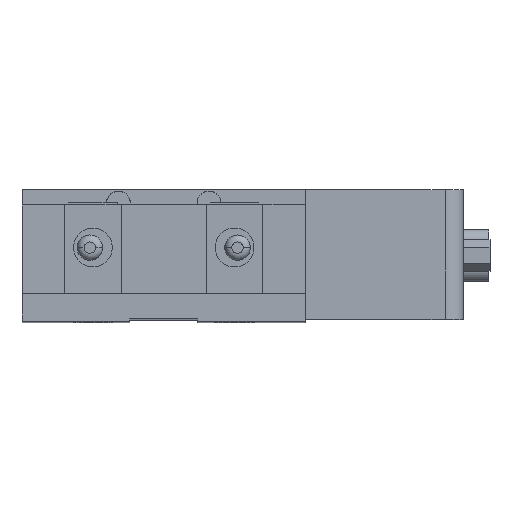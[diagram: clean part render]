
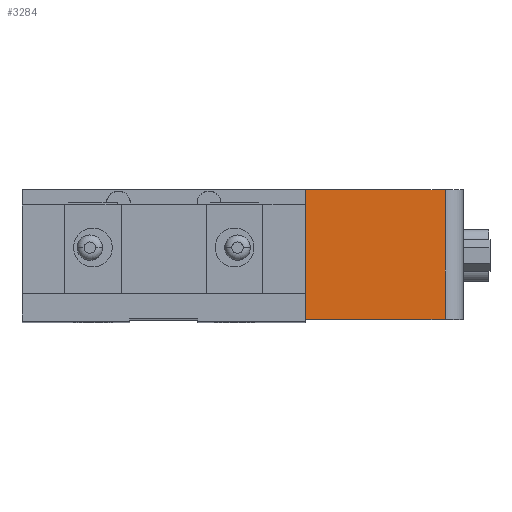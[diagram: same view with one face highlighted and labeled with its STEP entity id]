
A CAD part, top view. The second image highlights one B-rep face of the part: STEP entity #3284.
In plain terms, the highlighted planar face has unit normal (0, 0, 1).
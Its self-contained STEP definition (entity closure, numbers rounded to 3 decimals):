
#1089 = ORIENTED_EDGE ( 'NONE', *, *, #2622, .T. ) ;
#1596 = EDGE_CURVE ( 'NONE', #10788, #8844, #10532, .T. ) ;
#1677 = DIRECTION ( 'NONE',  ( 1., 0., 0. ) ) ;
#2078 = EDGE_CURVE ( 'NONE', #10788, #14534, #14876, .T. ) ;
#2622 = EDGE_CURVE ( 'NONE', #7289, #14534, #8758, .T. ) ;
#2636 = EDGE_LOOP ( 'NONE', ( #2974, #3168, #9577, #1089 ) ) ;
#2696 = DIRECTION ( 'NONE',  ( 0., 0., 1. ) ) ;
#2974 = ORIENTED_EDGE ( 'NONE', *, *, #2078, .F. ) ;
#3168 = ORIENTED_EDGE ( 'NONE', *, *, #1596, .T. ) ;
#3284 = ADVANCED_FACE ( 'NONE', ( #5055 ), #8484, .T. ) ;
#3860 = VECTOR ( 'NONE', #1677, 1000. ) ;
#4266 = CARTESIAN_POINT ( 'NONE',  ( 49.635, -12.5, 18.5 ) ) ;
#5055 = FACE_OUTER_BOUND ( 'NONE', #2636, .T. ) ;
#5349 = VECTOR ( 'NONE', #11827, 1000. ) ;
#6547 = EDGE_CURVE ( 'NONE', #8844, #7289, #14406, .T. ) ;
#6587 = CARTESIAN_POINT ( 'NONE',  ( 49.635, 10.4, 18.5 ) ) ;
#7289 = VERTEX_POINT ( 'NONE', #13510 ) ;
#7776 = DIRECTION ( 'NONE',  ( 0., 1., 0. ) ) ;
#8484 = PLANE ( 'NONE',  #13266 ) ;
#8631 = DIRECTION ( 'NONE',  ( 1., 0., 0. ) ) ;
#8657 = VECTOR ( 'NONE', #7776, 1000. ) ;
#8758 = LINE ( 'NONE', #4266, #8657 ) ;
#8780 = CARTESIAN_POINT ( 'NONE',  ( 43.41, 10.4, 18.5 ) ) ;
#8844 = VERTEX_POINT ( 'NONE', #9321 ) ;
#9321 = CARTESIAN_POINT ( 'NONE',  ( 13.575, -12.5, 18.5 ) ) ;
#9577 = ORIENTED_EDGE ( 'NONE', *, *, #6547, .T. ) ;
#10462 = CARTESIAN_POINT ( 'NONE',  ( 13.575, -12.5, 18.5 ) ) ;
#10532 = LINE ( 'NONE', #10462, #5349 ) ;
#10561 = CARTESIAN_POINT ( 'NONE',  ( 13.575, 10.4, 18.5 ) ) ;
#10788 = VERTEX_POINT ( 'NONE', #10561 ) ;
#10998 = CARTESIAN_POINT ( 'NONE',  ( 43.41, -12.5, 18.5 ) ) ;
#11827 = DIRECTION ( 'NONE',  ( 0., -1., 0. ) ) ;
#12537 = VECTOR ( 'NONE', #13588, 1000. ) ;
#13256 = CARTESIAN_POINT ( 'NONE',  ( 43.41, -12.5, 18.5 ) ) ;
#13266 = AXIS2_PLACEMENT_3D ( 'NONE', #10998, #2696, #8631 ) ;
#13510 = CARTESIAN_POINT ( 'NONE',  ( 49.635, -12.5, 18.5 ) ) ;
#13588 = DIRECTION ( 'NONE',  ( 1., 0., 0. ) ) ;
#14406 = LINE ( 'NONE', #13256, #3860 ) ;
#14534 = VERTEX_POINT ( 'NONE', #6587 ) ;
#14876 = LINE ( 'NONE', #8780, #12537 ) ;
